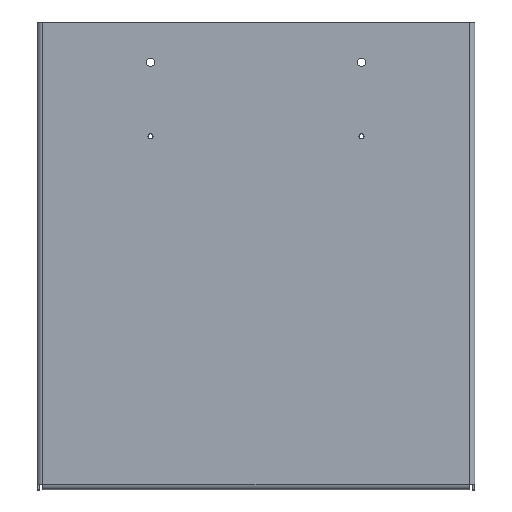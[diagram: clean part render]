
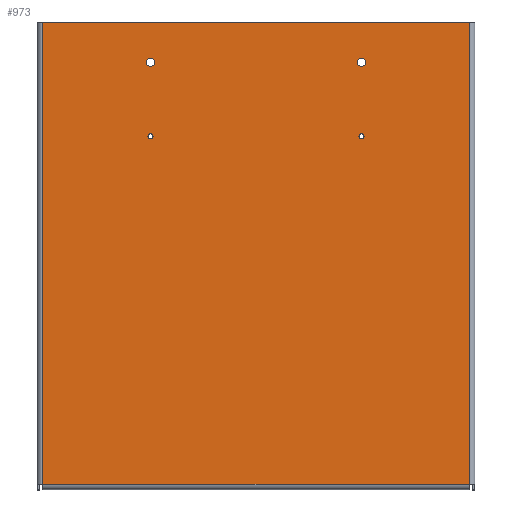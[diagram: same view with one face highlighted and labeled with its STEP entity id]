
A CAD part, top view. The second image highlights one B-rep face of the part: STEP entity #973.
In plain terms, the highlighted planar face has unit normal (0, 0, 1).
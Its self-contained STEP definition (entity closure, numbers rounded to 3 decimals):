
#47=PLANE('',#1082);
#72=LINE('',#1510,#144);
#76=LINE('',#1525,#148);
#83=LINE('',#1543,#155);
#93=LINE('',#1570,#165);
#108=LINE('',#1604,#180);
#119=LINE('',#1626,#191);
#144=VECTOR('',#1241,253.925);
#148=VECTOR('',#1261,0.1);
#155=VECTOR('',#1278,275.);
#165=VECTOR('',#1304,0.1);
#180=VECTOR('',#1341,275.);
#191=VECTOR('',#1366,254.125);
#241=FACE_BOUND('',#399,.T.);
#242=FACE_BOUND('',#400,.T.);
#243=FACE_BOUND('',#401,.T.);
#244=FACE_BOUND('',#402,.T.);
#245=FACE_BOUND('',#403,.T.);
#399=EDGE_LOOP('',(#882));
#400=EDGE_LOOP('',(#883));
#401=EDGE_LOOP('',(#884));
#402=EDGE_LOOP('',(#885));
#403=EDGE_LOOP('',(#886,#887,#888,#889,#890,#891));
#433=CIRCLE('',#1031,2.5);
#435=CIRCLE('',#1034,1.5);
#437=CIRCLE('',#1037,1.5);
#439=CIRCLE('',#1040,2.5);
#493=VERTEX_POINT('',#1488);
#495=VERTEX_POINT('',#1493);
#497=VERTEX_POINT('',#1498);
#499=VERTEX_POINT('',#1503);
#500=VERTEX_POINT('',#1507);
#501=VERTEX_POINT('',#1509);
#504=VERTEX_POINT('',#1524);
#510=VERTEX_POINT('',#1542);
#517=VERTEX_POINT('',#1559);
#527=VERTEX_POINT('',#1602);
#584=EDGE_CURVE('',#493,#493,#433,.T.);
#586=EDGE_CURVE('',#495,#495,#435,.T.);
#588=EDGE_CURVE('',#497,#497,#437,.T.);
#590=EDGE_CURVE('',#499,#499,#439,.T.);
#593=EDGE_CURVE('',#501,#500,#72,.T.);
#600=EDGE_CURVE('',#504,#501,#76,.T.);
#609=EDGE_CURVE('',#510,#504,#83,.T.);
#623=EDGE_CURVE('',#500,#517,#93,.T.);
#640=EDGE_CURVE('',#517,#527,#108,.T.);
#651=EDGE_CURVE('',#510,#527,#119,.T.);
#882=ORIENTED_EDGE('',*,*,#584,.T.);
#883=ORIENTED_EDGE('',*,*,#586,.T.);
#884=ORIENTED_EDGE('',*,*,#588,.T.);
#885=ORIENTED_EDGE('',*,*,#590,.T.);
#886=ORIENTED_EDGE('',*,*,#600,.T.);
#887=ORIENTED_EDGE('',*,*,#593,.T.);
#888=ORIENTED_EDGE('',*,*,#623,.T.);
#889=ORIENTED_EDGE('',*,*,#640,.T.);
#890=ORIENTED_EDGE('',*,*,#651,.F.);
#891=ORIENTED_EDGE('',*,*,#609,.T.);
#973=ADVANCED_FACE('',(#241,#242,#243,#244,#245),#47,.T.);
#1031=AXIS2_PLACEMENT_3D('',#1489,#1216,#1217);
#1034=AXIS2_PLACEMENT_3D('',#1494,#1222,#1223);
#1037=AXIS2_PLACEMENT_3D('',#1499,#1228,#1229);
#1040=AXIS2_PLACEMENT_3D('',#1504,#1234,#1235);
#1082=AXIS2_PLACEMENT_3D('',#1627,#1367,#1368);
#1216=DIRECTION('center_axis',(0.,0.,-1.));
#1217=DIRECTION('ref_axis',(-1.,0.,0.));
#1222=DIRECTION('center_axis',(0.,0.,-1.));
#1223=DIRECTION('ref_axis',(-1.,0.,0.));
#1228=DIRECTION('center_axis',(0.,0.,-1.));
#1229=DIRECTION('ref_axis',(-1.,0.,0.));
#1234=DIRECTION('center_axis',(0.,0.,-1.));
#1235=DIRECTION('ref_axis',(-1.,0.,0.));
#1241=DIRECTION('',(1.,0.,0.));
#1261=DIRECTION('',(1.,0.,0.));
#1278=DIRECTION('',(0.,-1.,0.));
#1304=DIRECTION('',(1.,0.,0.));
#1341=DIRECTION('',(0.,1.,0.));
#1366=DIRECTION('',(1.,0.,0.));
#1367=DIRECTION('center_axis',(0.,0.,1.));
#1368=DIRECTION('ref_axis',(1.,0.,0.));
#1488=CARTESIAN_POINT('',(-60.25,115.088,1.588));
#1489=CARTESIAN_POINT('Origin',(-62.75,115.088,1.588));
#1493=CARTESIAN_POINT('',(-61.25,71.088,1.588));
#1494=CARTESIAN_POINT('Origin',(-62.75,71.088,1.588));
#1498=CARTESIAN_POINT('',(64.25,71.088,1.588));
#1499=CARTESIAN_POINT('Origin',(62.75,71.088,1.588));
#1503=CARTESIAN_POINT('',(65.25,115.088,1.588));
#1504=CARTESIAN_POINT('Origin',(62.75,115.088,1.588));
#1507=CARTESIAN_POINT('',(126.963,-135.913,1.587));
#1509=CARTESIAN_POINT('',(-126.963,-135.913,1.588));
#1510=CARTESIAN_POINT('',(-63.531,-135.913,1.588));
#1524=CARTESIAN_POINT('',(-127.063,-135.913,1.588));
#1525=CARTESIAN_POINT('',(-63.531,-135.913,1.588));
#1542=CARTESIAN_POINT('',(-127.063,139.088,1.588));
#1543=CARTESIAN_POINT('',(-127.063,69.544,1.588));
#1559=CARTESIAN_POINT('',(127.063,-135.913,1.588));
#1570=CARTESIAN_POINT('',(-63.531,-135.913,1.588));
#1602=CARTESIAN_POINT('',(127.063,139.088,1.588));
#1604=CARTESIAN_POINT('',(127.063,-69.544,1.588));
#1626=CARTESIAN_POINT('',(-128.65,139.088,1.588));
#1627=CARTESIAN_POINT('Origin',(0.,0.,
1.588));
